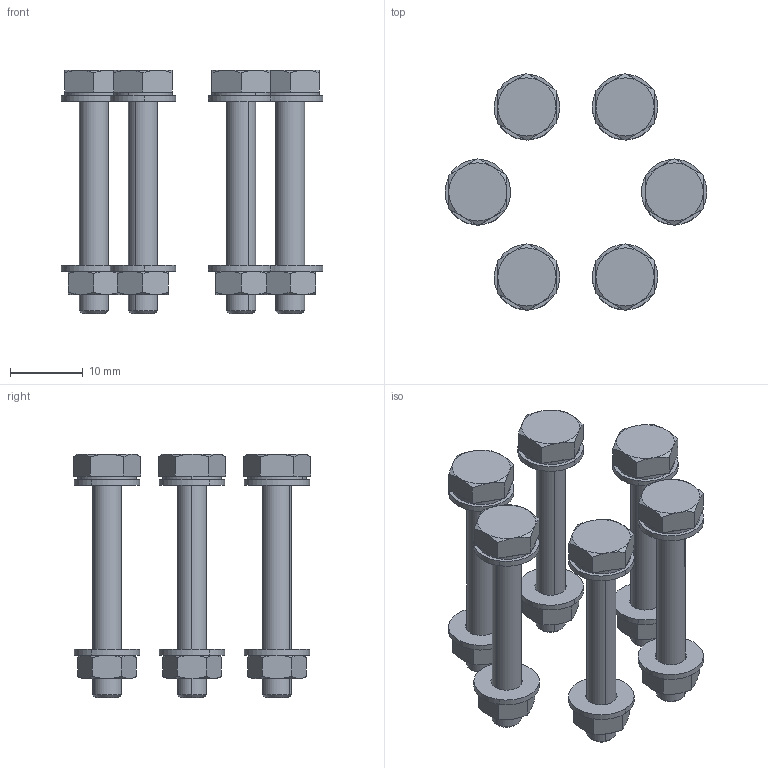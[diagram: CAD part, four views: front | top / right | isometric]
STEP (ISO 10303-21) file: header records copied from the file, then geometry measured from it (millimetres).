
FILE_DESCRIPTION (( 'STEP AP214' ), '1' );
FILE_NAME ('420BSC016-30.step', '2017-07-07T09:46:40', ( 'install' ), ( '' ), 'SwSTEP 2.0', 'SolidWorks 2015', '' );
FILE_SCHEMA (( 'AUTOMOTIVE_DESIGN' ));
Length unit declared in the file: millimetre
Products named in the file (1): 420BSC016-30
Bounding box: 35.99 x 32.62 x 33.5 mm (x, y, z)
Volume: 4513.1 mm3; surface area: 6067.6 mm2
Topology: 24 solids, 24 shells, 414 faces, 864 edges, 504 vertices
Faces by surface type: plane 162, cone 144, cylinder 96, torus 12
Entity records: 16223 total; most frequent: CARTESIAN_POINT 2719, DIRECTION 1850, ORIENTED_EDGE 1728, EDGE_CURVE 864, AXIS2_PLACEMENT_3D 787, VERTEX_POINT 504, EDGE_LOOP 456, UNCERTAINTY_MEASURE_WITH_UNIT 440
